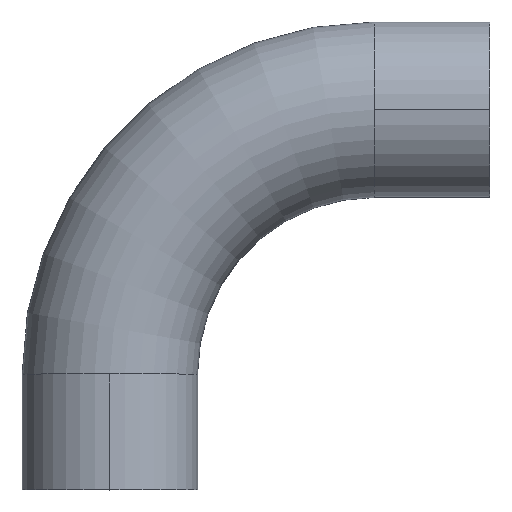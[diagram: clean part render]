
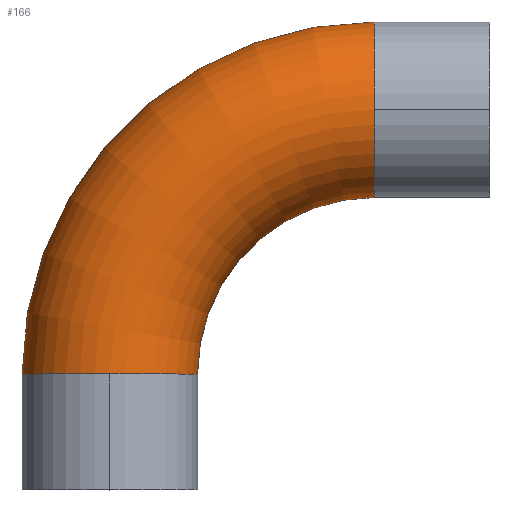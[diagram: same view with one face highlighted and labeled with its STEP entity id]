
A CAD part, top view. The second image highlights one B-rep face of the part: STEP entity #166.
In plain terms, the highlighted toroidal (fillet/blend) face has major radius 76.5 mm and minor radius 25.4 mm.
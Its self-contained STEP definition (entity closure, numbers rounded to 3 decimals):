
#10 = CARTESIAN_POINT ( 'NONE',  ( 0., 33.5, 0. ) ) ;
#11 = CARTESIAN_POINT ( 'NONE',  ( 76.5, 84.6, 0. ) ) ;
#13 = DIRECTION ( 'NONE',  ( 0., 1., 0. ) ) ;
#22 = AXIS2_PLACEMENT_3D ( 'NONE', #322, #114, #281 ) ;
#37 = CIRCLE ( 'NONE', #519, 25.4 ) ;
#47 = CARTESIAN_POINT ( 'NONE',  ( -25.4, 33.5, 0. ) ) ;
#65 = CIRCLE ( 'NONE', #291, 101.9 ) ;
#69 = DIRECTION ( 'NONE',  ( -1., 0., 0. ) ) ;
#71 = CARTESIAN_POINT ( 'NONE',  ( 76.5, 33.5, 0. ) ) ;
#86 = CARTESIAN_POINT ( 'NONE',  ( 25.4, 33.5, 0. ) ) ;
#92 = DIRECTION ( 'NONE',  ( 1., 0., 0. ) ) ;
#106 = AXIS2_PLACEMENT_3D ( 'NONE', #229, #271, #436 ) ;
#114 = DIRECTION ( 'NONE',  ( 0., 0., -1. ) ) ;
#133 = AXIS2_PLACEMENT_3D ( 'NONE', #339, #287, #244 ) ;
#136 = DIRECTION ( 'NONE',  ( 0., 0., 1. ) ) ;
#149 = TOROIDAL_SURFACE ( 'NONE', #22, 76.5, 25.4 ) ;
#166 = ADVANCED_FACE ( 'NONE', ( #481 ), #149, .T. ) ;
#172 = DIRECTION ( 'NONE',  ( 0., 0., 1. ) ) ;
#187 = ORIENTED_EDGE ( 'NONE', *, *, #521, .T. ) ;
#198 = VERTEX_POINT ( 'NONE', #333 ) ;
#203 = VERTEX_POINT ( 'NONE', #11 ) ;
#221 = EDGE_CURVE ( 'NONE', #198, #232, #426, .T. ) ;
#229 = CARTESIAN_POINT ( 'NONE',  ( 76.5, 110., 0. ) ) ;
#232 = VERTEX_POINT ( 'NONE', #86 ) ;
#233 = EDGE_CURVE ( 'NONE', #254, #203, #37, .T. ) ;
#236 = AXIS2_PLACEMENT_3D ( 'NONE', #507, #288, #136 ) ;
#244 = DIRECTION ( 'NONE',  ( -1., 0., 0. ) ) ;
#247 = ORIENTED_EDGE ( 'NONE', *, *, #492, .T. ) ;
#250 = CARTESIAN_POINT ( 'NONE',  ( 76.5, 110., 25.4 ) ) ;
#251 = EDGE_LOOP ( 'NONE', ( #395, #247, #351, #187, #360, #286 ) ) ;
#254 = VERTEX_POINT ( 'NONE', #250 ) ;
#265 = VERTEX_POINT ( 'NONE', #47 ) ;
#271 = DIRECTION ( 'NONE',  ( 1., 0., 0. ) ) ;
#281 = DIRECTION ( 'NONE',  ( -1., 0., 0. ) ) ;
#286 = ORIENTED_EDGE ( 'NONE', *, *, #451, .F. ) ;
#287 = DIRECTION ( 'NONE',  ( 0., 0., -1. ) ) ;
#288 = DIRECTION ( 'NONE',  ( 0., 1., 0. ) ) ;
#289 = CARTESIAN_POINT ( 'NONE',  ( 76.5, 135.4, 0. ) ) ;
#291 = AXIS2_PLACEMENT_3D ( 'NONE', #71, #469, #69 ) ;
#322 = CARTESIAN_POINT ( 'NONE',  ( 76.5, 33.5, 0. ) ) ;
#333 = CARTESIAN_POINT ( 'NONE',  ( 0., 33.5, 25.4 ) ) ;
#334 = VERTEX_POINT ( 'NONE', #289 ) ;
#339 = CARTESIAN_POINT ( 'NONE',  ( 76.5, 33.5, 0. ) ) ;
#351 = ORIENTED_EDGE ( 'NONE', *, *, #221, .T. ) ;
#359 = EDGE_CURVE ( 'NONE', #265, #334, #65, .T. ) ;
#360 = ORIENTED_EDGE ( 'NONE', *, *, #233, .F. ) ;
#364 = CIRCLE ( 'NONE', #133, 51.1 ) ;
#385 = CARTESIAN_POINT ( 'NONE',  ( 76.5, 110., 0. ) ) ;
#395 = ORIENTED_EDGE ( 'NONE', *, *, #359, .F. ) ;
#418 = DIRECTION ( 'NONE',  ( 0., 0., 1. ) ) ;
#426 = CIRCLE ( 'NONE', #236, 25.4 ) ;
#427 = CIRCLE ( 'NONE', #529, 25.4 ) ;
#436 = DIRECTION ( 'NONE',  ( 0., 0., 1. ) ) ;
#449 = CIRCLE ( 'NONE', #106, 25.4 ) ;
#451 = EDGE_CURVE ( 'NONE', #334, #254, #449, .T. ) ;
#469 = DIRECTION ( 'NONE',  ( 0., 0., -1. ) ) ;
#481 = FACE_OUTER_BOUND ( 'NONE', #251, .T. ) ;
#492 = EDGE_CURVE ( 'NONE', #265, #198, #427, .T. ) ;
#507 = CARTESIAN_POINT ( 'NONE',  ( 0., 33.5, 0. ) ) ;
#519 = AXIS2_PLACEMENT_3D ( 'NONE', #385, #92, #172 ) ;
#521 = EDGE_CURVE ( 'NONE', #232, #203, #364, .T. ) ;
#529 = AXIS2_PLACEMENT_3D ( 'NONE', #10, #13, #418 ) ;
